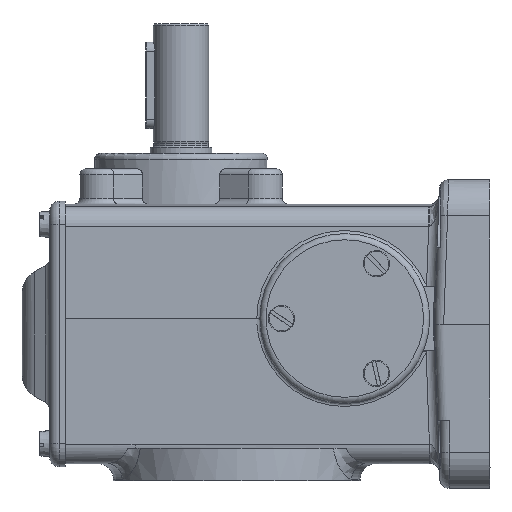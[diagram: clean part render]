
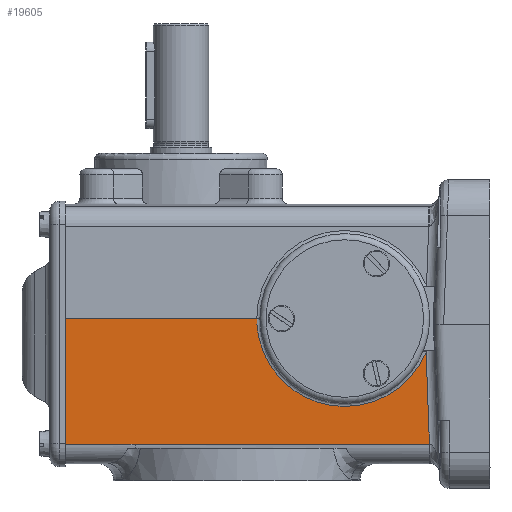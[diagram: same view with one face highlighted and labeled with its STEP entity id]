
A CAD part, left-side view. The second image highlights one B-rep face of the part: STEP entity #19605.
In plain terms, the highlighted planar face has unit normal (-1, 0, -0.022).
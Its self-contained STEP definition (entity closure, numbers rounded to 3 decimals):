
#1070 = EDGE_CURVE ( 'NONE', #24842, #9443, #21027, .T. ) ;
#1138 = LINE ( 'NONE', #7948, #6358 ) ;
#1384 = ORIENTED_EDGE ( 'NONE', *, *, #12124, .T. ) ;
#1851 = ORIENTED_EDGE ( 'NONE', *, *, #11654, .T. ) ;
#1985 = CARTESIAN_POINT ( 'NONE',  ( 27., 76., 55. ) ) ;
#2149 = AXIS2_PLACEMENT_3D ( 'NONE', #8888, #3078, #16855 ) ;
#3078 = DIRECTION ( 'NONE',  ( 1., 0., 0.022 ) ) ;
#3215 = CARTESIAN_POINT ( 'NONE',  ( 27.876, 75.954, 14.856 ) ) ;
#3288 = EDGE_CURVE ( 'NONE', #8103, #9443, #16991, .T. ) ;
#4722 = DIRECTION ( 'NONE',  ( -0.022, 0., 1. ) ) ;
#4986 = VECTOR ( 'NONE', #16394, 1000. ) ;
#5107 = VERTEX_POINT ( 'NONE', #20015 ) ;
#5202 = CARTESIAN_POINT ( 'NONE',  ( 27., 76., 55. ) ) ;
#5312 = CARTESIAN_POINT ( 'NONE',  ( 27., 76., 55. ) ) ;
#5957 = VECTOR ( 'NONE', #4722, 1000. ) ;
#6046 = CARTESIAN_POINT ( 'NONE',  ( 27., 138., 55. ) ) ;
#6358 = VECTOR ( 'NONE', #17733, 1000. ) ;
#6716 = CARTESIAN_POINT ( 'NONE',  ( 26.193, 138., 91.982 ) ) ;
#6976 = EDGE_CURVE ( 'NONE', #20546, #8103, #21045, .T. ) ;
#7045 = CARTESIAN_POINT ( 'NONE',  ( 27., 76., 55. ) ) ;
#7948 = CARTESIAN_POINT ( 'NONE',  ( 27.887, 13., 14.358 ) ) ;
#8103 = VERTEX_POINT ( 'NONE', #6046 ) ;
#8888 = CARTESIAN_POINT ( 'NONE',  ( 28.026, 13., 8. ) ) ;
#9016 = CARTESIAN_POINT ( 'NONE',  ( 28.047, 36.581, 7.027 ) ) ;
#9378 = FACE_OUTER_BOUND ( 'NONE', #13118, .T. ) ;
#9443 = VERTEX_POINT ( 'NONE', #7045 ) ;
#9799 =( BOUNDED_CURVE ( )  B_SPLINE_CURVE ( 3, ( #11037, #9016, #3215, #17000 ),
 .UNSPECIFIED., .F., .F. ) 
 B_SPLINE_CURVE_WITH_KNOTS ( ( 4, 4 ),
 ( 5.106, 7.853 ),
 .UNSPECIFIED. ) 
 CURVE ( )  GEOMETRIC_REPRESENTATION_ITEM ( )  RATIONAL_B_SPLINE_CURVE ( ( 1., 0.464, 0.464, 1. ) ) 
 REPRESENTATION_ITEM ( '' )  );
#10612 = CARTESIAN_POINT ( 'NONE',  ( 27., 13., 55. ) ) ;
#11037 = CARTESIAN_POINT ( 'NONE',  ( 27.238, 21.181, 44.1 ) ) ;
#11119 = VECTOR ( 'NONE', #24346, 1000. ) ;
#11654 = EDGE_CURVE ( 'NONE', #20546, #17654, #1138, .T. ) ;
#12124 = EDGE_CURVE ( 'NONE', #19198, #24842, #9799, .T. ) ;
#12444 = CARTESIAN_POINT ( 'NONE',  ( 27.887, 13., 14.358 ) ) ;
#12902 = CARTESIAN_POINT ( 'NONE',  ( 27.887, 138., 14.358 ) ) ;
#13118 = EDGE_LOOP ( 'NONE', ( #18648, #1384, #21470, #24240, #14752, #1851, #24412 ) ) ;
#14741 = VECTOR ( 'NONE', #24982, 1000. ) ;
#14752 = ORIENTED_EDGE ( 'NONE', *, *, #6976, .F. ) ;
#14889 = PLANE ( 'NONE',  #2149 ) ;
#15017 = CARTESIAN_POINT ( 'NONE',  ( 27.887, 115.079, 14.358 ) ) ;
#15520 = LINE ( 'NONE', #12444, #4986 ) ;
#16296 = EDGE_CURVE ( 'NONE', #17654, #5107, #15520, .T. ) ;
#16394 = DIRECTION ( 'NONE',  ( 0., -1., 0. ) ) ;
#16855 = DIRECTION ( 'NONE',  ( 0.022, 0., -1. ) ) ;
#16991 = LINE ( 'NONE', #10612, #11119 ) ;
#17000 = CARTESIAN_POINT ( 'NONE',  ( 27., 76., 55. ) ) ;
#17654 = VERTEX_POINT ( 'NONE', #15017 ) ;
#17674 = CARTESIAN_POINT ( 'NONE',  ( 27., 76., 55. ) ) ;
#17733 = DIRECTION ( 'NONE',  ( 0., -1., 0. ) ) ;
#18254 = CARTESIAN_POINT ( 'NONE',  ( 27., 76., 55. ) ) ;
#18648 = ORIENTED_EDGE ( 'NONE', *, *, #23762, .T. ) ;
#19198 = VERTEX_POINT ( 'NONE', #19202 ) ;
#19202 = CARTESIAN_POINT ( 'NONE',  ( 27.238, 21.181, 44.1 ) ) ;
#19605 = ADVANCED_FACE ( 'NONE', ( #9378 ), #14889, .F. ) ;
#20015 = CARTESIAN_POINT ( 'NONE',  ( 27.887, 20.114, 14.358 ) ) ;
#20546 = VERTEX_POINT ( 'NONE', #12902 ) ;
#21027 = B_SPLINE_CURVE_WITH_KNOTS ( 'NONE', 3,
 ( #18254, #17674, #1985, #5202 ),
 .UNSPECIFIED., .F., .F.,
 ( 4, 4 ),
 ( 0., 0. ),
 .UNSPECIFIED. ) ;
#21045 = LINE ( 'NONE', #6716, #5957 ) ;
#21470 = ORIENTED_EDGE ( 'NONE', *, *, #1070, .T. ) ;
#23762 = EDGE_CURVE ( 'NONE', #5107, #19198, #24514, .T. ) ;
#24240 = ORIENTED_EDGE ( 'NONE', *, *, #3288, .F. ) ;
#24346 = DIRECTION ( 'NONE',  ( 0., -1., 0. ) ) ;
#24412 = ORIENTED_EDGE ( 'NONE', *, *, #16296, .T. ) ;
#24514 = LINE ( 'NONE', #24894, #14741 ) ;
#24842 = VERTEX_POINT ( 'NONE', #5312 ) ;
#24894 = CARTESIAN_POINT ( 'NONE',  ( 28.031, 19.878, 7.754 ) ) ;
#24982 = DIRECTION ( 'NONE',  ( -0.022, 0.036, 0.999 ) ) ;
